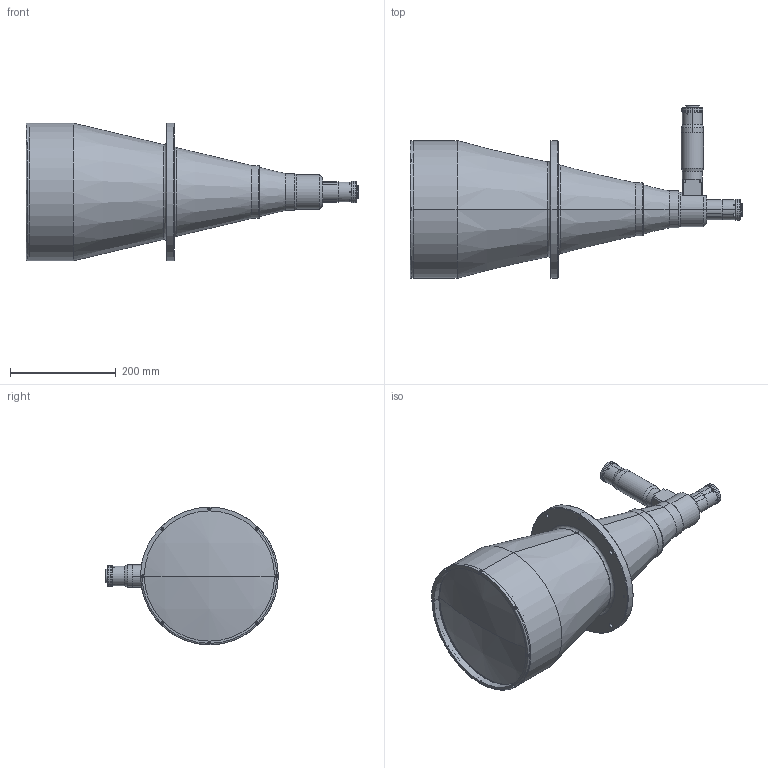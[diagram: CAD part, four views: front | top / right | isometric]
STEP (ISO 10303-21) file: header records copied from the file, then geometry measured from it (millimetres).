
FILE_DESCRIPTION (( 'STEP AP203' ), '1' );
FILE_NAME ('TCDP4X192.STEP', '2012-01-09T08:08:49', ( 'Opto Engineering' ), ( 'Opto Engineering' ), 'SwSTEP 2.0', 'SolidWorks 2011', '' );
FILE_SCHEMA (( 'CONFIG_CONTROL_DESIGN' ));
Length unit declared in the file: millimetre
Products named in the file (1): TCDP4X192
Bounding box: 626.72 x 325.78 x 260 mm (x, y, z)
Surface area: 493865.4 mm2 (no closed solid volume)
Topology: 0 solids, 15 shells, 259 faces, 766 edges, 532 vertices
Faces by surface type: cylinder 130, plane 79, cone 35, torus 13, sphere 2
Entity records: 9666 total; most frequent: CARTESIAN_POINT 2376, DIRECTION 1609, ORIENTED_EDGE 1348, EDGE_CURVE 766, AXIS2_PLACEMENT_3D 643, VERTEX_POINT 532, CIRCLE 383, EDGE_LOOP 347
